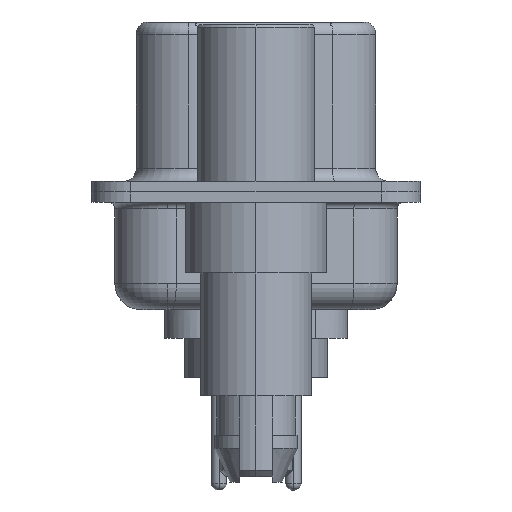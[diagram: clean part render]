
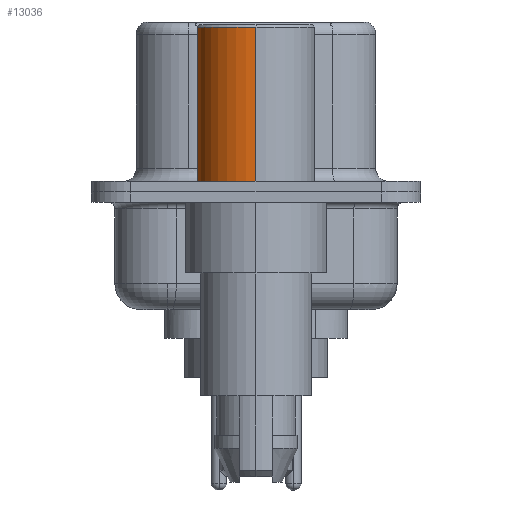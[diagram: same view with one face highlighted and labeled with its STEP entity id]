
A CAD part, left-side view. The second image highlights one B-rep face of the part: STEP entity #13036.
In plain terms, the highlighted cylindrical face has radius 2.25 mm (diameter 4.5 mm), a partial arc.
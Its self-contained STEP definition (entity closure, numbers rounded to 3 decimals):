
#1217 = EDGE_CURVE ( 'NONE', #22998, #22693, #3820, .T. ) ;
#2228 = CIRCLE ( 'NONE', #5285, 2.25 ) ;
#3488 = DIRECTION ( 'NONE',  ( 0., 0., 1. ) ) ;
#3820 = LINE ( 'NONE', #11302, #14210 ) ;
#5285 = AXIS2_PLACEMENT_3D ( 'NONE', #13483, #13089, #15187 ) ;
#5446 = VECTOR ( 'NONE', #20041, 1000. ) ;
#5897 = AXIS2_PLACEMENT_3D ( 'NONE', #15905, #3488, #17947 ) ;
#5928 = VERTEX_POINT ( 'NONE', #14449 ) ;
#6099 = EDGE_CURVE ( 'NONE', #22693, #12327, #2228, .T. ) ;
#6646 = DIRECTION ( 'NONE',  ( 1., 0., 0. ) ) ;
#7560 = CIRCLE ( 'NONE', #5897, 2.25 ) ;
#8293 = ORIENTED_EDGE ( 'NONE', *, *, #20793, .T. ) ;
#9407 = CARTESIAN_POINT ( 'NONE',  ( -2.25, 0., 0.581 ) ) ;
#10519 = CARTESIAN_POINT ( 'NONE',  ( -2.25, 0., 6.3 ) ) ;
#11302 = CARTESIAN_POINT ( 'NONE',  ( 2.25, 0., 0.581 ) ) ;
#11827 = ORIENTED_EDGE ( 'NONE', *, *, #6099, .F. ) ;
#12120 = EDGE_CURVE ( 'NONE', #22998, #5928, #7560, .T. ) ;
#12327 = VERTEX_POINT ( 'NONE', #10519 ) ;
#12628 = CARTESIAN_POINT ( 'NONE',  ( 2.25, 0., 6.3 ) ) ;
#13036 = ADVANCED_FACE ( 'NONE', ( #26424 ), #25791, .T. ) ;
#13089 = DIRECTION ( 'NONE',  ( 0., 0., 1. ) ) ;
#13483 = CARTESIAN_POINT ( 'NONE',  ( 0., 0., 6.3 ) ) ;
#14210 = VECTOR ( 'NONE', #22056, 1000. ) ;
#14449 = CARTESIAN_POINT ( 'NONE',  ( -2.25, 0., 0.4 ) ) ;
#15187 = DIRECTION ( 'NONE',  ( 1., 0., 0. ) ) ;
#15764 = LINE ( 'NONE', #9407, #5446 ) ;
#15905 = CARTESIAN_POINT ( 'NONE',  ( 0., 0., 0.4 ) ) ;
#16381 = ORIENTED_EDGE ( 'NONE', *, *, #12120, .T. ) ;
#16994 = DIRECTION ( 'NONE',  ( 0., 0., 1. ) ) ;
#17947 = DIRECTION ( 'NONE',  ( 1., 0., 0. ) ) ;
#19356 = CARTESIAN_POINT ( 'NONE',  ( 2.25, 0., 0.4 ) ) ;
#19465 = AXIS2_PLACEMENT_3D ( 'NONE', #25099, #16994, #6646 ) ;
#20041 = DIRECTION ( 'NONE',  ( 0., 0., 1. ) ) ;
#20793 = EDGE_CURVE ( 'NONE', #5928, #12327, #15764, .T. ) ;
#22056 = DIRECTION ( 'NONE',  ( 0., 0., 1. ) ) ;
#22529 = EDGE_LOOP ( 'NONE', ( #16381, #8293, #11827, #25157 ) ) ;
#22693 = VERTEX_POINT ( 'NONE', #12628 ) ;
#22998 = VERTEX_POINT ( 'NONE', #19356 ) ;
#25099 = CARTESIAN_POINT ( 'NONE',  ( 0., 0., 0.581 ) ) ;
#25157 = ORIENTED_EDGE ( 'NONE', *, *, #1217, .F. ) ;
#25791 = CYLINDRICAL_SURFACE ( 'NONE', #19465, 2.25 ) ;
#26424 = FACE_OUTER_BOUND ( 'NONE', #22529, .T. ) ;
